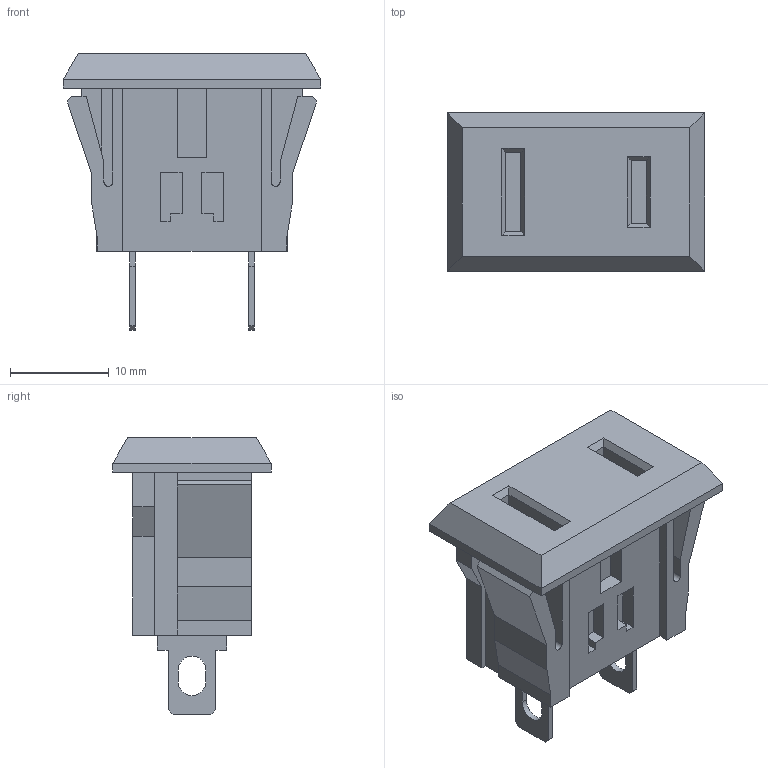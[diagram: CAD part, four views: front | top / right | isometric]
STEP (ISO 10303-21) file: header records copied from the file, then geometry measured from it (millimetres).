
FILE_DESCRIPTION((''),'1');
FILE_NAME('1','2001-05-16T',('jlue'),(''),'PRO/ENGINEER BY PARAMETRIC TECHNOLOGY CORPORATION, 9846','PRO/ENGINEER BY PARAMETRIC TECHNOLOGY CORPORATION, 9846','');
FILE_SCHEMA(('CONFIG_CONTROL_DESIGN'));
Length unit declared in the file: millimetre
Products named in the file (1): 1
Bounding box: 26 x 16 x 28 mm (x, y, z)
Surface area: 3363.8 mm2 (no closed solid volume)
Topology: 0 solids, 0 shells, 116 faces, 620 edges, 620 vertices
Faces by surface type: plane 110, cylinder 6
Entity records: 3070 total; most frequent: COMPOSITE_CURVE_SEGMENT 620, DIRECTION 558, CARTESIAN_POINT 430, TRIMMED_CURVE 314, VECTOR 302, LINE 302, AXIS2_PLACEMENT_3D 128, CURVE_BOUNDED_SURFACE 116
